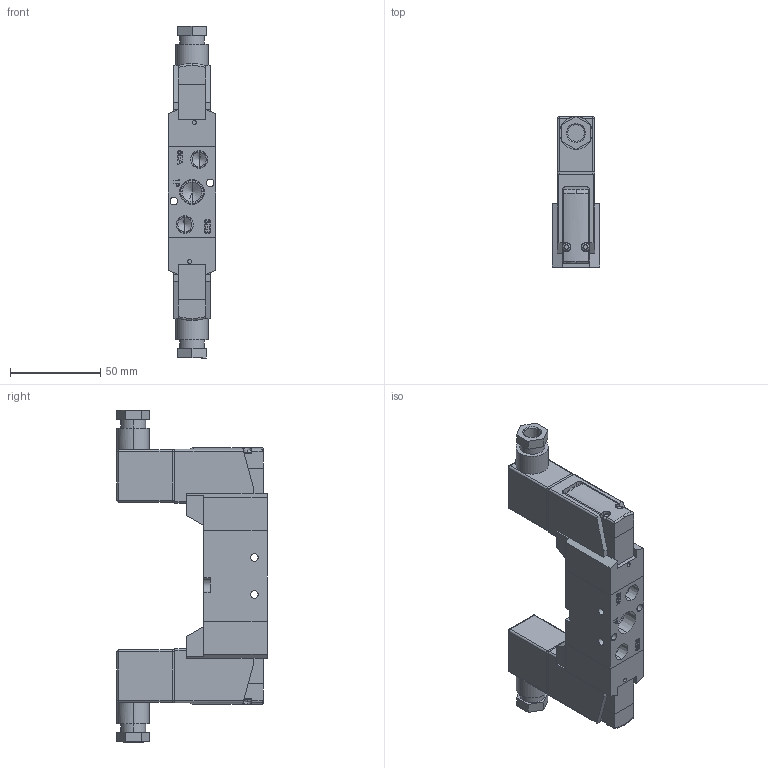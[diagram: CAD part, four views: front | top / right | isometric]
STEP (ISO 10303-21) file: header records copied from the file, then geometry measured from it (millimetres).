
FILE_DESCRIPTION (( 'STEP AP214' ), '1' );
FILE_NAME ('VF3230-5DZ1-02F.step.step', '2018-07-17T11:07:41', ( '' ), ( '' ), 'SwSTEP 2.0', 'SolidWorks 2018', '' );
FILE_SCHEMA (( 'AUTOMOTIVE_DESIGN' ));
Length unit declared in the file: millimetre
Products named in the file (4): VF3230-5DZ1-02F.step_VF3 Body_2-3; VF3230-5DZ1-02F.step_VF1 Connector Body_D; VF3230-5DZ1-02F.step_VF1 D_Y Connector Cover_D; VF3230-5DZ1-02F.step
Assembly tree (5 placements, depth 2):
  VF3230-5DZ1-02F.step
    VF3230-5DZ1-02F.step_VF3 Body_2-3
    VF3230-5DZ1-02F.step_VF1 Connector Body_D  x2
    VF3230-5DZ1-02F.step_VF1 D_Y Connector Cover_D  x2
Bounding box: 26.4 x 83.03 x 183.6 mm (x, y, z)
Volume: 175969.6 mm3; surface area: 48590.8 mm2
Topology: 5 solids, 5 shells, 501 faces, 1263 edges, 801 vertices
Faces by surface type: plane 277, cylinder 116, bspline 64, cone 24, torus 12, sphere 8
Entity records: 14926 total; most frequent: CARTESIAN_POINT 5606, ORIENTED_EDGE 1978, DIRECTION 1708, EDGE_CURVE 989, LINE 688, VECTOR 688, VERTEX_POINT 642, AXIS2_PLACEMENT_3D 510
